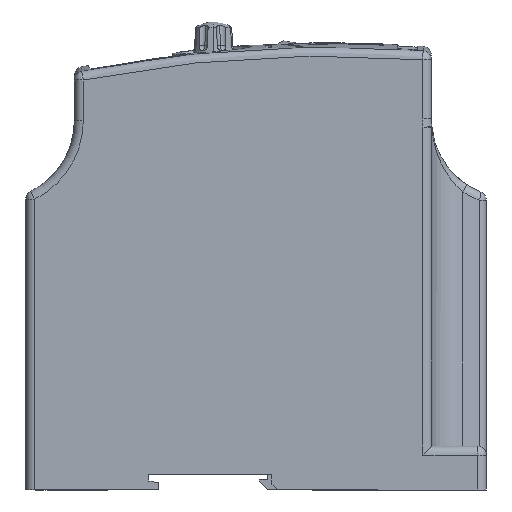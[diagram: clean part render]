
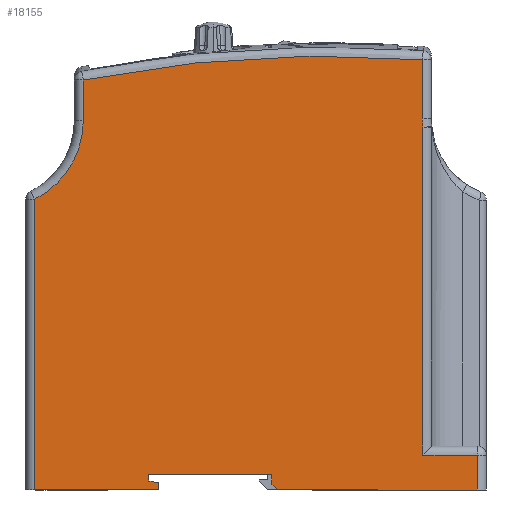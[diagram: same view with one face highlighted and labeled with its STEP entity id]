
A CAD part, left-side view. The second image highlights one B-rep face of the part: STEP entity #18155.
In plain terms, the highlighted planar face has unit normal (-1, 0, 0).
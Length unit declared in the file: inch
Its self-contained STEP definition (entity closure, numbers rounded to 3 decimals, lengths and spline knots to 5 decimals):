
#44 = CARTESIAN_POINT ( 'NONE',  ( -1.34, -0.59864, 2.28869 ) ) ;
#177 = ORIENTED_EDGE ( 'NONE', *, *, #2251, .T. ) ;
#342 = EDGE_CURVE ( 'NONE', #22030, #12445, #27058, .T. ) ;
#705 = ORIENTED_EDGE ( 'NONE', *, *, #13551, .T. ) ;
#711 = LINE ( 'NONE', #8700, #4932 ) ;
#768 = CARTESIAN_POINT ( 'NONE',  ( -1.34, 1.95, 1.545 ) ) ;
#1115 = CARTESIAN_POINT ( 'NONE',  ( -1.34, -2.6, -2.45 ) ) ;
#1175 = VECTOR ( 'NONE', #18581, 39.37008 ) ;
#1756 = ORIENTED_EDGE ( 'NONE', *, *, #1806, .T. ) ;
#1779 = CARTESIAN_POINT ( 'NONE',  ( -1.34, 1.21, -2.45 ) ) ;
#1791 = CARTESIAN_POINT ( 'NONE',  ( -1.34, -2.87, 1.565 ) ) ;
#1806 = EDGE_CURVE ( 'NONE', #16749, #33115, #5775, .T. ) ;
#2251 = EDGE_CURVE ( 'NONE', #6891, #33597, #20995, .T. ) ;
#2370 = VECTOR ( 'NONE', #35876, 39.37008 ) ;
#3232 = DIRECTION ( 'NONE',  ( 0., 0., 1. ) ) ;
#3398 = CARTESIAN_POINT ( 'NONE',  ( -1.34, 1.32002, 2.13005 ) ) ;
#3790 = B_SPLINE_CURVE_WITH_KNOTS ( 'NONE', 3,
 ( #20166, #16781, #44, #23595, #3398, #27009 ),
 .UNSPECIFIED., .F., .F.,
 ( 4, 2, 4 ),
 ( 0.00254, 0.05138, 0.10022 ),
 .UNSPECIFIED. ) ;
#4743 = VECTOR ( 'NONE', #3232, 39.37008 ) ;
#4776 = CARTESIAN_POINT ( 'NONE',  ( -1.34, -1.88, 2.23409 ) ) ;
#4932 = VECTOR ( 'NONE', #32299, 39.37008 ) ;
#5045 = CARTESIAN_POINT ( 'NONE',  ( -1.34, -1.58278, -3.78851 ) ) ;
#5187 = DIRECTION ( 'NONE',  ( 0., 0., -1. ) ) ;
#5735 = CARTESIAN_POINT ( 'NONE',  ( -1.34, 1.09724, -2.5449 ) ) ;
#5755 = CARTESIAN_POINT ( 'NONE',  ( -1.34, -0.25195, -2.625 ) ) ;
#5775 = LINE ( 'NONE', #23433, #4743 ) ;
#6576 = EDGE_CURVE ( 'NONE', #34720, #8234, #3790, .T. ) ;
#6891 = VERTEX_POINT ( 'NONE', #5735 ) ;
#6973 = EDGE_CURVE ( 'NONE', #37854, #29863, #31769, .T. ) ;
#7083 = VERTEX_POINT ( 'NONE', #31805 ) ;
#7096 = CARTESIAN_POINT ( 'NONE',  ( -1.34, -0.18, -2.45 ) ) ;
#7118 = ORIENTED_EDGE ( 'NONE', *, *, #27195, .T. ) ;
#7354 = VECTOR ( 'NONE', #30289, 39.37008 ) ;
#7796 = LINE ( 'NONE', #10560, #33625 ) ;
#8234 = VERTEX_POINT ( 'NONE', #13692 ) ;
#8360 = CARTESIAN_POINT ( 'NONE',  ( -1.34, 2.94, 1.545 ) ) ;
#8700 = CARTESIAN_POINT ( 'NONE',  ( -1.34, 2.6, -2.625 ) ) ;
#8826 = CARTESIAN_POINT ( 'NONE',  ( -1.34, 2.5, -2.625 ) ) ;
#8909 = PLANE ( 'NONE',  #27781 ) ;
#9466 = CARTESIAN_POINT ( 'NONE',  ( -1.34, -2.48911, -3.21685 ) ) ;
#9868 = EDGE_CURVE ( 'NONE', #8234, #22030, #7796, .T. ) ;
#10083 = CARTESIAN_POINT ( 'NONE',  ( -1.34, 1.09724, -2.625 ) ) ;
#10269 = VERTEX_POINT ( 'NONE', #39881 ) ;
#10560 = CARTESIAN_POINT ( 'NONE',  ( -1.34, 1.95, -2.625 ) ) ;
#10596 = ORIENTED_EDGE ( 'NONE', *, *, #19444, .T. ) ;
#10877 = VERTEX_POINT ( 'NONE', #1779 ) ;
#11683 = DIRECTION ( 'NONE',  ( 0., 0., -1. ) ) ;
#12010 = VECTOR ( 'NONE', #43301, 39.37008 ) ;
#12163 = ORIENTED_EDGE ( 'NONE', *, *, #36050, .T. ) ;
#12405 = DIRECTION ( 'NONE',  ( 1., 0., 0. ) ) ;
#12445 = VERTEX_POINT ( 'NONE', #13733 ) ;
#13551 = EDGE_CURVE ( 'NONE', #32992, #16749, #30853, .T. ) ;
#13692 = CARTESIAN_POINT ( 'NONE',  ( -1.34, 1.95, 2.00482 ) ) ;
#13733 = CARTESIAN_POINT ( 'NONE',  ( -1.34, 2.5, 0.65815 ) ) ;
#13936 = DIRECTION ( 'NONE',  ( 0., 0., -1. ) ) ;
#14542 = ORIENTED_EDGE ( 'NONE', *, *, #29349, .T. ) ;
#14729 = LINE ( 'NONE', #32397, #23732 ) ;
#14788 = ORIENTED_EDGE ( 'NONE', *, *, #38062, .F. ) ;
#15588 = CARTESIAN_POINT ( 'NONE',  ( -1.34, -2.5, -2.625 ) ) ;
#16209 = DIRECTION ( 'NONE',  ( 0., 0., 1. ) ) ;
#16257 = LINE ( 'NONE', #10083, #7354 ) ;
#16604 = AXIS2_PLACEMENT_3D ( 'NONE', #1791, #25387, #5187 ) ;
#16749 = VERTEX_POINT ( 'NONE', #19660 ) ;
#16781 = CARTESIAN_POINT ( 'NONE',  ( -1.34, -1.23958, 2.28327 ) ) ;
#17832 = VERTEX_POINT ( 'NONE', #8826 ) ;
#18114 = VECTOR ( 'NONE', #29335, 39.37008 ) ;
#18155 = ADVANCED_FACE ( 'NONE', ( #22837 ), #8909, .F. ) ;
#18257 = ORIENTED_EDGE ( 'NONE', *, *, #18638, .T. ) ;
#18581 = DIRECTION ( 'NONE',  ( 0., -0.753, -0.658 ) ) ;
#18638 = EDGE_CURVE ( 'NONE', #29863, #18776, #19079, .T. ) ;
#18776 = VERTEX_POINT ( 'NONE', #5755 ) ;
#18805 = CARTESIAN_POINT ( 'NONE',  ( -1.34, -1.98102, -2.23 ) ) ;
#19079 = LINE ( 'NONE', #5045, #1175 ) ;
#19444 = EDGE_CURVE ( 'NONE', #33597, #10877, #14729, .T. ) ;
#19660 = CARTESIAN_POINT ( 'NONE',  ( -1.34, -1.88456, -2.23 ) ) ;
#20166 = CARTESIAN_POINT ( 'NONE',  ( -1.34, -1.88, 2.23409 ) ) ;
#20995 = LINE ( 'NONE', #9466, #12010 ) ;
#21125 = CARTESIAN_POINT ( 'NONE',  ( -1.34, -1.88, 1.565 ) ) ;
#21422 = CARTESIAN_POINT ( 'NONE',  ( -1.34, -1.88456, 1.47013 ) ) ;
#22030 = VERTEX_POINT ( 'NONE', #768 ) ;
#22803 = DIRECTION ( 'NONE',  ( 0., 0., -1. ) ) ;
#22837 = FACE_OUTER_BOUND ( 'NONE', #30144, .T. ) ;
#23005 = LINE ( 'NONE', #36497, #41026 ) ;
#23142 = VECTOR ( 'NONE', #29286, 39.37008 ) ;
#23433 = CARTESIAN_POINT ( 'NONE',  ( -1.34, -1.88456, 1.12931 ) ) ;
#23595 = CARTESIAN_POINT ( 'NONE',  ( -1.34, 0.6843, 2.21189 ) ) ;
#23732 = VECTOR ( 'NONE', #28996, 39.37008 ) ;
#23832 = ORIENTED_EDGE ( 'NONE', *, *, #28724, .T. ) ;
#24196 = LINE ( 'NONE', #25926, #23142 ) ;
#24682 = DIRECTION ( 'NONE',  ( 0., -1., 0. ) ) ;
#25387 = DIRECTION ( 'NONE',  ( 1., 0., 0. ) ) ;
#25926 = CARTESIAN_POINT ( 'NONE',  ( -1.34, 2.5, -2.625 ) ) ;
#26419 = LINE ( 'NONE', #1115, #28524 ) ;
#26997 = EDGE_CURVE ( 'NONE', #12445, #17832, #24196, .T. ) ;
#27009 = CARTESIAN_POINT ( 'NONE',  ( -1.34, 1.95, 2.00482 ) ) ;
#27058 = CIRCLE ( 'NONE', #28090, 0.99 ) ;
#27114 = CIRCLE ( 'NONE', #16604, 0.99 ) ;
#27195 = EDGE_CURVE ( 'NONE', #10877, #37854, #26419, .T. ) ;
#27781 = AXIS2_PLACEMENT_3D ( 'NONE', #32639, #12405, #36066 ) ;
#28090 = AXIS2_PLACEMENT_3D ( 'NONE', #8360, #31931, #11683 ) ;
#28524 = VECTOR ( 'NONE', #24682, 39.37008 ) ;
#28724 = EDGE_CURVE ( 'NONE', #36883, #34720, #23005, .T. ) ;
#28764 = CARTESIAN_POINT ( 'NONE',  ( -1.34, 2.6, -2.625 ) ) ;
#28996 = DIRECTION ( 'NONE',  ( 0., 0., 1. ) ) ;
#29286 = DIRECTION ( 'NONE',  ( 0., 0., -1. ) ) ;
#29335 = DIRECTION ( 'NONE',  ( 0., 1., 0. ) ) ;
#29349 = EDGE_CURVE ( 'NONE', #10269, #32992, #37240, .T. ) ;
#29794 = VECTOR ( 'NONE', #32094, 39.37008 ) ;
#29863 = VERTEX_POINT ( 'NONE', #43069 ) ;
#29990 = ORIENTED_EDGE ( 'NONE', *, *, #26997, .T. ) ;
#30144 = EDGE_LOOP ( 'NONE', ( #30941, #18257, #37916, #14542, #705, #1756, #12163, #23832, #43566, #43008, #39025, #29990, #14788, #33575, #177, #10596, #7118 ) ) ;
#30289 = DIRECTION ( 'NONE',  ( 0., 0., 1. ) ) ;
#30853 = LINE ( 'NONE', #18805, #29794 ) ;
#30941 = ORIENTED_EDGE ( 'NONE', *, *, #6973, .T. ) ;
#31769 = LINE ( 'NONE', #32850, #39719 ) ;
#31805 = CARTESIAN_POINT ( 'NONE',  ( -1.34, 1.09724, -2.625 ) ) ;
#31931 = DIRECTION ( 'NONE',  ( 1., 0., 0. ) ) ;
#32094 = DIRECTION ( 'NONE',  ( 0., 1., 0. ) ) ;
#32299 = DIRECTION ( 'NONE',  ( 0., 1., 0. ) ) ;
#32397 = CARTESIAN_POINT ( 'NONE',  ( -1.34, 1.21, -2.625 ) ) ;
#32639 = CARTESIAN_POINT ( 'NONE',  ( -1.34, -2.6, -2.625 ) ) ;
#32850 = CARTESIAN_POINT ( 'NONE',  ( -1.34, -0.18, -2.625 ) ) ;
#32992 = VERTEX_POINT ( 'NONE', #43496 ) ;
#33057 = EDGE_CURVE ( 'NONE', #7083, #6891, #16257, .T. ) ;
#33115 = VERTEX_POINT ( 'NONE', #21422 ) ;
#33575 = ORIENTED_EDGE ( 'NONE', *, *, #33057, .T. ) ;
#33597 = VERTEX_POINT ( 'NONE', #37802 ) ;
#33625 = VECTOR ( 'NONE', #13936, 39.37008 ) ;
#34720 = VERTEX_POINT ( 'NONE', #4776 ) ;
#35876 = DIRECTION ( 'NONE',  ( 0., 0., 1. ) ) ;
#36050 = EDGE_CURVE ( 'NONE', #33115, #36883, #27114, .T. ) ;
#36066 = DIRECTION ( 'NONE',  ( 0., 0., -1. ) ) ;
#36074 = EDGE_CURVE ( 'NONE', #10269, #18776, #36112, .T. ) ;
#36112 = LINE ( 'NONE', #28764, #18114 ) ;
#36497 = CARTESIAN_POINT ( 'NONE',  ( -1.34, -1.88, -2.625 ) ) ;
#36883 = VERTEX_POINT ( 'NONE', #21125 ) ;
#37240 = LINE ( 'NONE', #15588, #2370 ) ;
#37802 = CARTESIAN_POINT ( 'NONE',  ( -1.34, 1.21, -2.52377 ) ) ;
#37854 = VERTEX_POINT ( 'NONE', #7096 ) ;
#37916 = ORIENTED_EDGE ( 'NONE', *, *, #36074, .F. ) ;
#38062 = EDGE_CURVE ( 'NONE', #7083, #17832, #711, .T. ) ;
#39025 = ORIENTED_EDGE ( 'NONE', *, *, #342, .T. ) ;
#39719 = VECTOR ( 'NONE', #22803, 39.37008 ) ;
#39881 = CARTESIAN_POINT ( 'NONE',  ( -1.34, -2.5, -2.625 ) ) ;
#41026 = VECTOR ( 'NONE', #16209, 39.37008 ) ;
#43008 = ORIENTED_EDGE ( 'NONE', *, *, #9868, .T. ) ;
#43069 = CARTESIAN_POINT ( 'NONE',  ( -1.34, -0.18, -2.5621 ) ) ;
#43301 = DIRECTION ( 'NONE',  ( 0., 0.983, 0.184 ) ) ;
#43496 = CARTESIAN_POINT ( 'NONE',  ( -1.34, -2.5, -2.23 ) ) ;
#43566 = ORIENTED_EDGE ( 'NONE', *, *, #6576, .T. ) ;
